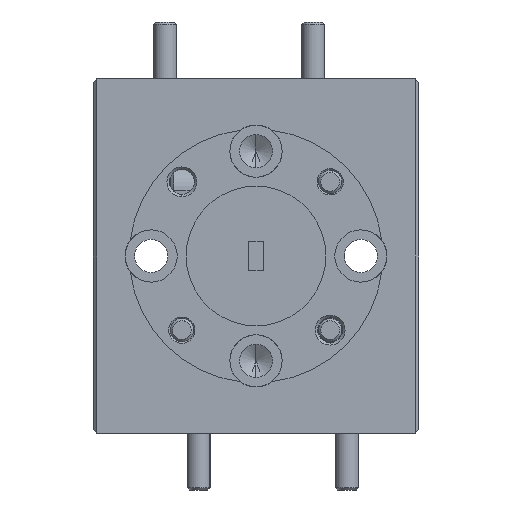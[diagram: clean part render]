
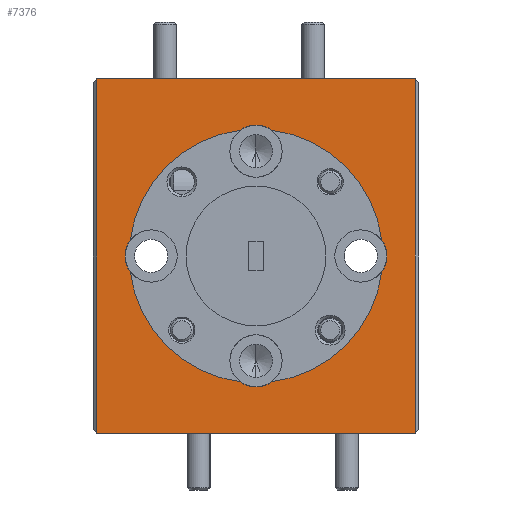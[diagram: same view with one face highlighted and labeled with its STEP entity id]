
A CAD part, left-side view. The second image highlights one B-rep face of the part: STEP entity #7376.
In plain terms, the highlighted planar face has unit normal (-1, 0, 0).
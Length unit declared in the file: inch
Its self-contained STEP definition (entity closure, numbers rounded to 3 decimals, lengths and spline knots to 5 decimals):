
#702 = EDGE_CURVE ( 'NONE', #24857, #33821, #21774, .T. ) ;
#831 = DIRECTION ( 'NONE',  ( 0., 0., 1. ) ) ;
#911 = CARTESIAN_POINT ( 'NONE',  ( -3.04942, 1.32893, 3.34994 ) ) ;
#2150 = AXIS2_PLACEMENT_3D ( 'NONE', #26811, #7161, #18669 ) ;
#2281 = FACE_BOUND ( 'NONE', #21181, .T. ) ;
#2596 = DIRECTION ( 'NONE',  ( -1., 0., 0. ) ) ;
#2616 = LINE ( 'NONE', #31651, #4593 ) ;
#3328 = EDGE_CURVE ( 'NONE', #7442, #8094, #11501, .T. ) ;
#3403 = ORIENTED_EDGE ( 'NONE', *, *, #15020, .F. ) ;
#3657 = CARTESIAN_POINT ( 'NONE',  ( -3.04942, 1.27276, 3.39171 ) ) ;
#3672 = VERTEX_POINT ( 'NONE', #7852 ) ;
#3942 = AXIS2_PLACEMENT_3D ( 'NONE', #15764, #27279, #24241 ) ;
#3963 = VERTEX_POINT ( 'NONE', #10823 ) ;
#4203 = EDGE_CURVE ( 'NONE', #8094, #20104, #9870, .T. ) ;
#4321 = ORIENTED_EDGE ( 'NONE', *, *, #21571, .F. ) ;
#4530 = CIRCLE ( 'NONE', #3942, 0.34 ) ;
#4593 = VECTOR ( 'NONE', #6177, 39.37008 ) ;
#4927 = VERTEX_POINT ( 'NONE', #21789 ) ;
#5053 = CARTESIAN_POINT ( 'NONE',  ( -3.04942, 0.99151, 3.11046 ) ) ;
#5639 = VERTEX_POINT ( 'NONE', #37035 ) ;
#5671 = DIRECTION ( 'NONE',  ( 0., -1., 0. ) ) ;
#6177 = DIRECTION ( 'NONE',  ( 0., -1., 0. ) ) ;
#6228 = CARTESIAN_POINT ( 'NONE',  ( -3.04942, 1.41851, 2.91671 ) ) ;
#6466 = EDGE_CURVE ( 'NONE', #14760, #4927, #4530, .T. ) ;
#7161 = DIRECTION ( 'NONE',  ( -1., 0., 0. ) ) ;
#7327 = AXIS2_PLACEMENT_3D ( 'NONE', #26127, #15000, #20290 ) ;
#7376 = ADVANCED_FACE ( 'NONE', ( #30561, #2281 ), #33775, .F. ) ;
#7442 = VERTEX_POINT ( 'NONE', #6228 ) ;
#7852 = CARTESIAN_POINT ( 'NONE',  ( -3.04942, 0.99151, 3.04046 ) ) ;
#8094 = VERTEX_POINT ( 'NONE', #32954 ) ;
#8777 = ORIENTED_EDGE ( 'NONE', *, *, #3328, .T. ) ;
#9046 = ORIENTED_EDGE ( 'NONE', *, *, #702, .F. ) ;
#9312 = CARTESIAN_POINT ( 'NONE',  ( -3.04942, 0.56451, 3.86671 ) ) ;
#9633 = CIRCLE ( 'NONE', #30711, 0.07 ) ;
#9753 = CARTESIAN_POINT ( 'NONE',  ( -3.04942, 1.41851, 2.91671 ) ) ;
#9870 = LINE ( 'NONE', #9312, #12320 ) ;
#9896 = CARTESIAN_POINT ( 'NONE',  ( -3.04942, 0.99151, 3.39171 ) ) ;
#10160 = CARTESIAN_POINT ( 'NONE',  ( -3.04942, 0.99151, 3.74296 ) ) ;
#10380 = CIRCLE ( 'NONE', #29703, 0.07 ) ;
#10823 = CARTESIAN_POINT ( 'NONE',  ( -3.04942, 0.94974, 3.05428 ) ) ;
#11501 = LINE ( 'NONE', #14897, #12223 ) ;
#12223 = VECTOR ( 'NONE', #5671, 39.37008 ) ;
#12320 = VECTOR ( 'NONE', #26673, 39.37008 ) ;
#13167 = CIRCLE ( 'NONE', #23482, 0.07 ) ;
#13413 = CARTESIAN_POINT ( 'NONE',  ( -3.04942, 0.71026, 3.39171 ) ) ;
#13564 = DIRECTION ( 'NONE',  ( 0., 0., 1. ) ) ;
#13765 = CARTESIAN_POINT ( 'NONE',  ( -3.04942, 0.99151, 3.67296 ) ) ;
#14196 = EDGE_LOOP ( 'NONE', ( #15563, #18147, #19992, #8777 ) ) ;
#14381 = CARTESIAN_POINT ( 'NONE',  ( -3.04942, 0.56451, 3.86671 ) ) ;
#14760 = VERTEX_POINT ( 'NONE', #911 ) ;
#14897 = CARTESIAN_POINT ( 'NONE',  ( -3.04942, 1.42851, 2.91671 ) ) ;
#14977 = DIRECTION ( 'NONE',  ( -1., 0., 0. ) ) ;
#15000 = DIRECTION ( 'NONE',  ( -1., 0., 0. ) ) ;
#15020 = EDGE_CURVE ( 'NONE', #3672, #3963, #37235, .T. ) ;
#15171 = DIRECTION ( 'NONE',  ( -1., 0., 0. ) ) ;
#15405 = VERTEX_POINT ( 'NONE', #29086 ) ;
#15563 = ORIENTED_EDGE ( 'NONE', *, *, #4203, .T. ) ;
#15764 = CARTESIAN_POINT ( 'NONE',  ( -3.04942, 0.99151, 3.39171 ) ) ;
#15786 = DIRECTION ( 'NONE',  ( 0., 0., -1. ) ) ;
#16610 = CIRCLE ( 'NONE', #2150, 0.07 ) ;
#17431 = CARTESIAN_POINT ( 'NONE',  ( -3.04942, 0.99151, 3.11046 ) ) ;
#17442 = CARTESIAN_POINT ( 'NONE',  ( -3.04942, 1.41851, 3.86671 ) ) ;
#18147 = ORIENTED_EDGE ( 'NONE', *, *, #25183, .F. ) ;
#18403 = AXIS2_PLACEMENT_3D ( 'NONE', #3657, #15171, #831 ) ;
#18440 = LINE ( 'NONE', #9753, #31301 ) ;
#18442 = ORIENTED_EDGE ( 'NONE', *, *, #19153, .F. ) ;
#18669 = DIRECTION ( 'NONE',  ( 0., 0., 1. ) ) ;
#18999 = CIRCLE ( 'NONE', #18403, 0.07 ) ;
#19153 = EDGE_CURVE ( 'NONE', #4927, #3672, #9633, .T. ) ;
#19168 = CARTESIAN_POINT ( 'NONE',  ( -3.04942, 0.99151, 3.39171 ) ) ;
#19185 = ORIENTED_EDGE ( 'NONE', *, *, #24560, .F. ) ;
#19738 = VERTEX_POINT ( 'NONE', #17442 ) ;
#19992 = ORIENTED_EDGE ( 'NONE', *, *, #30497, .T. ) ;
#19999 = CARTESIAN_POINT ( 'NONE',  ( -3.04942, 0.65408, 3.43347 ) ) ;
#20061 = CIRCLE ( 'NONE', #35123, 0.34 ) ;
#20104 = VERTEX_POINT ( 'NONE', #14381 ) ;
#20157 = CARTESIAN_POINT ( 'NONE',  ( -3.04942, 0.94974, 3.72913 ) ) ;
#20290 = DIRECTION ( 'NONE',  ( 0., 0., 1. ) ) ;
#20942 = ORIENTED_EDGE ( 'NONE', *, *, #34388, .F. ) ;
#20954 = AXIS2_PLACEMENT_3D ( 'NONE', #17431, #14977, #34980 ) ;
#21181 = EDGE_LOOP ( 'NONE', ( #4321, #9046, #24296, #23546, #3403, #18442, #26359, #19185, #20942, #28847 ) ) ;
#21405 = DIRECTION ( 'NONE',  ( 0., 0., 1. ) ) ;
#21571 = EDGE_CURVE ( 'NONE', #33821, #33539, #10380, .T. ) ;
#21774 = CIRCLE ( 'NONE', #7327, 0.34 ) ;
#21789 = CARTESIAN_POINT ( 'NONE',  ( -3.04942, 1.03327, 3.05428 ) ) ;
#22697 = DIRECTION ( 'NONE',  ( -1., 0., 0. ) ) ;
#23170 = AXIS2_PLACEMENT_3D ( 'NONE', #19168, #2596, #24999 ) ;
#23482 = AXIS2_PLACEMENT_3D ( 'NONE', #13413, #22697, #24916 ) ;
#23546 = ORIENTED_EDGE ( 'NONE', *, *, #35303, .F. ) ;
#24241 = DIRECTION ( 'NONE',  ( 0., 0., 1. ) ) ;
#24296 = ORIENTED_EDGE ( 'NONE', *, *, #29121, .F. ) ;
#24560 = EDGE_CURVE ( 'NONE', #5639, #14760, #18999, .T. ) ;
#24822 = DIRECTION ( 'NONE',  ( 0., 0., 1. ) ) ;
#24857 = VERTEX_POINT ( 'NONE', #19999 ) ;
#24916 = DIRECTION ( 'NONE',  ( 0., 0., 1. ) ) ;
#24999 = DIRECTION ( 'NONE',  ( 0., 0., 1. ) ) ;
#25183 = EDGE_CURVE ( 'NONE', #19738, #20104, #2616, .T. ) ;
#25535 = CIRCLE ( 'NONE', #23170, 0.34 ) ;
#25651 = DIRECTION ( 'NONE',  ( 0., 0., -1. ) ) ;
#25664 = AXIS2_PLACEMENT_3D ( 'NONE', #33587, #28500, #25651 ) ;
#26127 = CARTESIAN_POINT ( 'NONE',  ( -3.04942, 0.99151, 3.39171 ) ) ;
#26359 = ORIENTED_EDGE ( 'NONE', *, *, #6466, .F. ) ;
#26673 = DIRECTION ( 'NONE',  ( 0., 0., 1. ) ) ;
#26811 = CARTESIAN_POINT ( 'NONE',  ( -3.04942, 0.99151, 3.67296 ) ) ;
#27279 = DIRECTION ( 'NONE',  ( -1., 0., 0. ) ) ;
#27804 = CARTESIAN_POINT ( 'NONE',  ( -3.04942, 1.03327, 3.72913 ) ) ;
#27926 = DIRECTION ( 'NONE',  ( -1., 0., 0. ) ) ;
#28500 = DIRECTION ( 'NONE',  ( 1., 0., 0. ) ) ;
#28847 = ORIENTED_EDGE ( 'NONE', *, *, #36360, .F. ) ;
#29086 = CARTESIAN_POINT ( 'NONE',  ( -3.04942, 0.65408, 3.34994 ) ) ;
#29121 = EDGE_CURVE ( 'NONE', #15405, #24857, #13167, .T. ) ;
#29703 = AXIS2_PLACEMENT_3D ( 'NONE', #13765, #27926, #13564 ) ;
#30497 = EDGE_CURVE ( 'NONE', #19738, #7442, #18440, .T. ) ;
#30561 = FACE_OUTER_BOUND ( 'NONE', #14196, .T. ) ;
#30711 = AXIS2_PLACEMENT_3D ( 'NONE', #5053, #36928, #24822 ) ;
#31096 = VERTEX_POINT ( 'NONE', #27804 ) ;
#31301 = VECTOR ( 'NONE', #15786, 39.37008 ) ;
#31651 = CARTESIAN_POINT ( 'NONE',  ( -3.04942, 1.42851, 3.86671 ) ) ;
#32954 = CARTESIAN_POINT ( 'NONE',  ( -3.04942, 0.56451, 2.91671 ) ) ;
#33539 = VERTEX_POINT ( 'NONE', #10160 ) ;
#33587 = CARTESIAN_POINT ( 'NONE',  ( -3.04942, 1.42851, 3.86671 ) ) ;
#33775 = PLANE ( 'NONE',  #25664 ) ;
#33821 = VERTEX_POINT ( 'NONE', #20157 ) ;
#34388 = EDGE_CURVE ( 'NONE', #31096, #5639, #20061, .T. ) ;
#34980 = DIRECTION ( 'NONE',  ( 0., 0., 1. ) ) ;
#35123 = AXIS2_PLACEMENT_3D ( 'NONE', #9896, #35945, #21405 ) ;
#35303 = EDGE_CURVE ( 'NONE', #3963, #15405, #25535, .T. ) ;
#35945 = DIRECTION ( 'NONE',  ( -1., 0., 0. ) ) ;
#36360 = EDGE_CURVE ( 'NONE', #33539, #31096, #16610, .T. ) ;
#36928 = DIRECTION ( 'NONE',  ( -1., 0., 0. ) ) ;
#37035 = CARTESIAN_POINT ( 'NONE',  ( -3.04942, 1.32893, 3.43347 ) ) ;
#37235 = CIRCLE ( 'NONE', #20954, 0.07 ) ;
